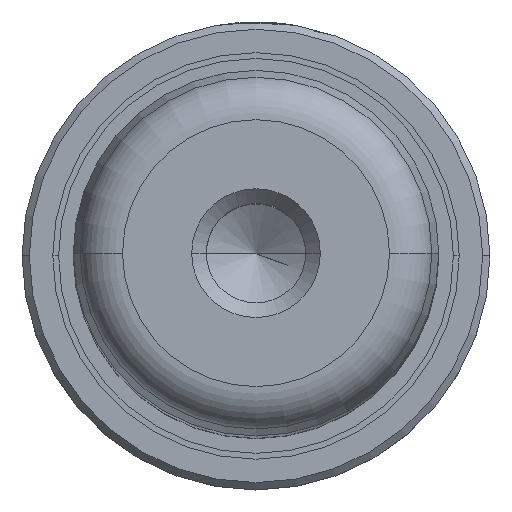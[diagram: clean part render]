
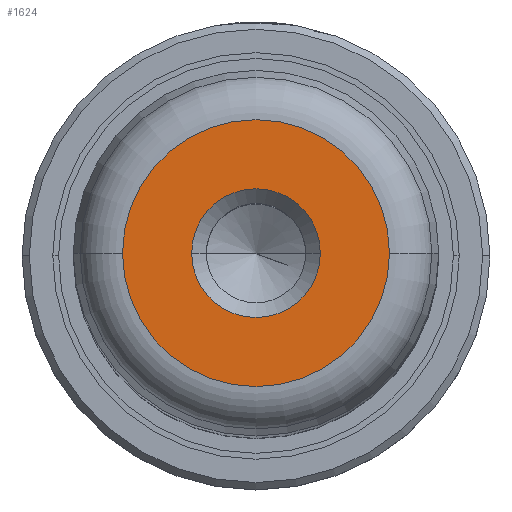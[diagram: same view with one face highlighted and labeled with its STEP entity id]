
A CAD part, top view. The second image highlights one B-rep face of the part: STEP entity #1624.
In plain terms, the highlighted planar face has unit normal (0, 0, 1).
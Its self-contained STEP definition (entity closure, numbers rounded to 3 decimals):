
#4 = CARTESIAN_POINT ( 'NONE',  ( 0., 0., 180. ) ) ;
#14 = CARTESIAN_POINT ( 'NONE',  ( 4.4, 0., 180. ) ) ;
#26 = CARTESIAN_POINT ( 'NONE',  ( -4.4, 0., 180. ) ) ;
#111 = DIRECTION ( 'NONE',  ( 0., 0., 1. ) ) ;
#221 = DIRECTION ( 'NONE',  ( 1., 0., 0. ) ) ;
#224 = EDGE_CURVE ( 'NONE', #1108, #1123, #1006, .T. ) ;
#262 = CIRCLE ( 'NONE', #862, 9.126 ) ;
#281 = CARTESIAN_POINT ( 'NONE',  ( 0., 0., 180. ) ) ;
#334 = FACE_BOUND ( 'NONE', #1553, .T. ) ;
#396 = FACE_OUTER_BOUND ( 'NONE', #2145, .T. ) ;
#444 = DIRECTION ( 'NONE',  ( 0., 0., -1. ) ) ;
#643 = CARTESIAN_POINT ( 'NONE',  ( 9.126, 0., 180. ) ) ;
#727 = DIRECTION ( 'NONE',  ( 1., 0., 0. ) ) ;
#732 = DIRECTION ( 'NONE',  ( 0., 0., 1. ) ) ;
#754 = CARTESIAN_POINT ( 'NONE',  ( 0., 0., 180. ) ) ;
#778 = AXIS2_PLACEMENT_3D ( 'NONE', #828, #810, #806 ) ;
#806 = DIRECTION ( 'NONE',  ( 1., 0., 0. ) ) ;
#810 = DIRECTION ( 'NONE',  ( 0., 0., 1. ) ) ;
#814 = CARTESIAN_POINT ( 'NONE',  ( -9.126, 0., 180. ) ) ;
#828 = CARTESIAN_POINT ( 'NONE',  ( 0., 0., 180. ) ) ;
#830 = PLANE ( 'NONE',  #778 ) ;
#862 = AXIS2_PLACEMENT_3D ( 'NONE', #754, #732, #727 ) ;
#886 = AXIS2_PLACEMENT_3D ( 'NONE', #281, #444, #221 ) ;
#1006 = CIRCLE ( 'NONE', #886, 4.4 ) ;
#1108 = VERTEX_POINT ( 'NONE', #26 ) ;
#1123 = VERTEX_POINT ( 'NONE', #14 ) ;
#1165 = EDGE_CURVE ( 'NONE', #1681, #1613, #1373, .T. ) ;
#1226 = AXIS2_PLACEMENT_3D ( 'NONE', #1537, #1530, #1519 ) ;
#1282 = AXIS2_PLACEMENT_3D ( 'NONE', #4, #111, #2216 ) ;
#1373 = CIRCLE ( 'NONE', #1282, 9.126 ) ;
#1416 = EDGE_CURVE ( 'NONE', #1123, #1108, #2140, .T. ) ;
#1519 = DIRECTION ( 'NONE',  ( 1., 0., 0. ) ) ;
#1530 = DIRECTION ( 'NONE',  ( 0., 0., -1. ) ) ;
#1537 = CARTESIAN_POINT ( 'NONE',  ( 0., 0., 180. ) ) ;
#1553 = EDGE_LOOP ( 'NONE', ( #1646, #1614 ) ) ;
#1613 = VERTEX_POINT ( 'NONE', #814 ) ;
#1614 = ORIENTED_EDGE ( 'NONE', *, *, #224, .T. ) ;
#1624 = ADVANCED_FACE ( 'NONE', ( #334, #396 ), #830, .T. ) ;
#1646 = ORIENTED_EDGE ( 'NONE', *, *, #1416, .T. ) ;
#1681 = VERTEX_POINT ( 'NONE', #643 ) ;
#2140 = CIRCLE ( 'NONE', #1226, 4.4 ) ;
#2145 = EDGE_LOOP ( 'NONE', ( #2265, #2221 ) ) ;
#2216 = DIRECTION ( 'NONE',  ( 1., 0., 0. ) ) ;
#2221 = ORIENTED_EDGE ( 'NONE', *, *, #2337, .T. ) ;
#2265 = ORIENTED_EDGE ( 'NONE', *, *, #1165, .T. ) ;
#2337 = EDGE_CURVE ( 'NONE', #1613, #1681, #262, .T. ) ;
